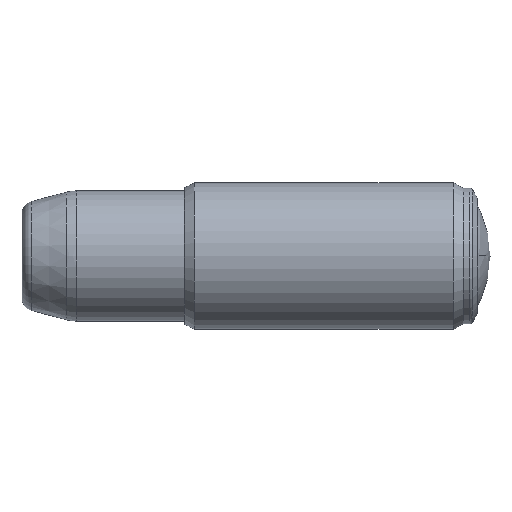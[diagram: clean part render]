
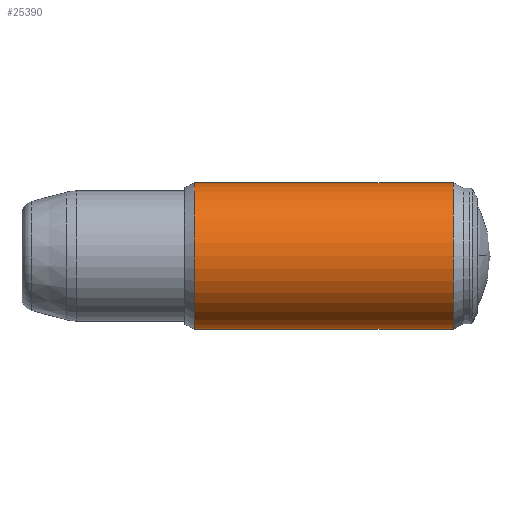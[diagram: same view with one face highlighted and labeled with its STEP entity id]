
A CAD part, top view. The second image highlights one B-rep face of the part: STEP entity #25390.
In plain terms, the highlighted cylindrical face has radius 14.732 mm (diameter 29.464 mm), a partial arc.
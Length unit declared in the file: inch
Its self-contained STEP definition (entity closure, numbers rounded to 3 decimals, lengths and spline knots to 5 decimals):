
#415=CARTESIAN_POINT('',(-1.359,0.,0.));
#416=DIRECTION('',(1.,0.,0.));
#417=DIRECTION('',(0.,1.,0.));
#418=AXIS2_PLACEMENT_3D('',#415,#416,#417);
#420=DIRECTION('',(1.,0.,0.));
#421=VECTOR('',#420,2.045);
#422=CARTESIAN_POINT('',(-1.359,0.58,0.));
#423=LINE('',#422,#421);
#424=DIRECTION('',(1.,0.,0.));
#425=VECTOR('',#424,2.045);
#426=CARTESIAN_POINT('',(-1.359,-0.58,0.));
#427=LINE('',#426,#425);
#437=CARTESIAN_POINT('',(0.686,0.,0.));
#438=DIRECTION('',(-1.,0.,0.));
#439=DIRECTION('',(0.,-1.,0.));
#440=AXIS2_PLACEMENT_3D('',#437,#438,#439);
#24811=CARTESIAN_POINT('',(0.686,-0.58,0.));
#24813=VERTEX_POINT('',#24811);
#24815=CARTESIAN_POINT('',(0.686,0.58,0.));
#24817=VERTEX_POINT('',#24815);
#24859=CARTESIAN_POINT('',(-1.359,-0.58,0.));
#24860=CARTESIAN_POINT('',(-1.359,0.58,0.));
#24861=VERTEX_POINT('',#24859);
#24862=VERTEX_POINT('',#24860);
#25377=CARTESIAN_POINT('',(-1.5565,0.,0.));
#25378=DIRECTION('',(1.,0.,0.));
#25379=DIRECTION('',(0.,-1.,0.));
#25380=AXIS2_PLACEMENT_3D('',#25377,#25378,#25379);
#25381=CYLINDRICAL_SURFACE('',#25380,0.58);
#25383=ORIENTED_EDGE('',*,*,#25382,.F.);
#25384=ORIENTED_EDGE('',*,*,#25372,.T.);
#25386=ORIENTED_EDGE('',*,*,#25385,.F.);
#25387=ORIENTED_EDGE('',*,*,#25368,.F.);
#25388=EDGE_LOOP('',(#25383,#25384,#25386,#25387));
#25389=FACE_OUTER_BOUND('',#25388,.F.);
#25390=ADVANCED_FACE('',(#25389),#25381,.T.);
#419=CIRCLE('',#418,0.58);
#441=CIRCLE('',#440,0.58);
#25368=EDGE_CURVE('',#24861,#24813,#427,.T.);
#25372=EDGE_CURVE('',#24862,#24817,#423,.T.);
#25382=EDGE_CURVE('',#24862,#24861,#419,.T.);
#25385=EDGE_CURVE('',#24813,#24817,#441,.T.);
